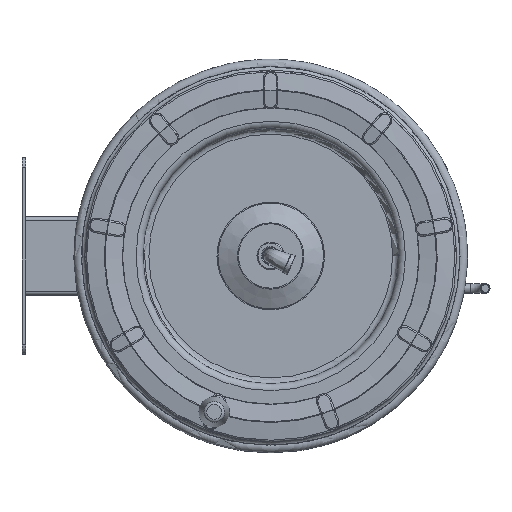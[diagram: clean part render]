
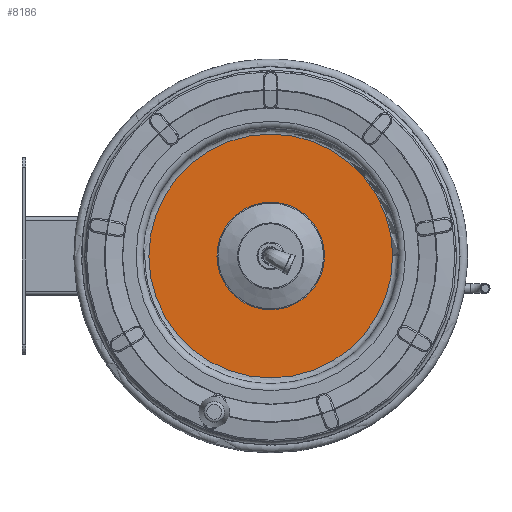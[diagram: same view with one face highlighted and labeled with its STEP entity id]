
A CAD part, left-side view. The second image highlights one B-rep face of the part: STEP entity #8186.
In plain terms, the highlighted planar face has unit normal (-1, 0, 0).
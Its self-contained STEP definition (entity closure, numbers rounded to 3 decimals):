
#1176 = VERTEX_POINT ( 'NONE', #6727 ) ;
#3428 = CARTESIAN_POINT ( 'NONE',  ( 0., -5.464, 0. ) ) ;
#3865 = AXIS2_PLACEMENT_3D ( 'NONE', #3428, #16968, #24772 ) ;
#4789 = DIRECTION ( 'NONE',  ( -1., 0., 0. ) ) ;
#6172 = ORIENTED_EDGE ( 'NONE', *, *, #6227, .F. ) ;
#6227 = EDGE_CURVE ( 'NONE', #1176, #1176, #20994, .T. ) ;
#6727 = CARTESIAN_POINT ( 'NONE',  ( -0.005, -60.137, 0. ) ) ;
#7515 = EDGE_CURVE ( 'NONE', #12116, #12116, #22144, .T. ) ;
#8061 = EDGE_LOOP ( 'NONE', ( #23393 ) ) ;
#8186 = ADVANCED_FACE ( 'NONE', ( #19177, #27668 ), #26980, .T. ) ;
#10191 = CARTESIAN_POINT ( 'NONE',  ( 0., -5.464, 0. ) ) ;
#11441 = CARTESIAN_POINT ( 'NONE',  ( -0.01, -129.464, 0. ) ) ;
#12116 = VERTEX_POINT ( 'NONE', #11441 ) ;
#16968 = DIRECTION ( 'NONE',  ( -1., 0., 0. ) ) ;
#19177 = FACE_OUTER_BOUND ( 'NONE', #8061, .T. ) ;
#19525 = DIRECTION ( 'NONE',  ( -1., 0., 0. ) ) ;
#20884 = EDGE_LOOP ( 'NONE', ( #6172 ) ) ;
#20994 = CIRCLE ( 'NONE', #25995, 54.673 ) ;
#22127 = CARTESIAN_POINT ( 'NONE',  ( 0.004, 49.21, 0. ) ) ;
#22144 = CIRCLE ( 'NONE', #3865, 124. ) ;
#23269 = AXIS2_PLACEMENT_3D ( 'NONE', #22127, #19525, #30267 ) ;
#23393 = ORIENTED_EDGE ( 'NONE', *, *, #7515, .T. ) ;
#24772 = DIRECTION ( 'NONE',  ( 0., -1., 0. ) ) ;
#25611 = DIRECTION ( 'NONE',  ( 0., -1., 0. ) ) ;
#25995 = AXIS2_PLACEMENT_3D ( 'NONE', #10191, #4789, #25611 ) ;
#26980 = PLANE ( 'NONE',  #23269 ) ;
#27668 = FACE_BOUND ( 'NONE', #20884, .T. ) ;
#30267 = DIRECTION ( 'NONE',  ( 0., 0., 1. ) ) ;
